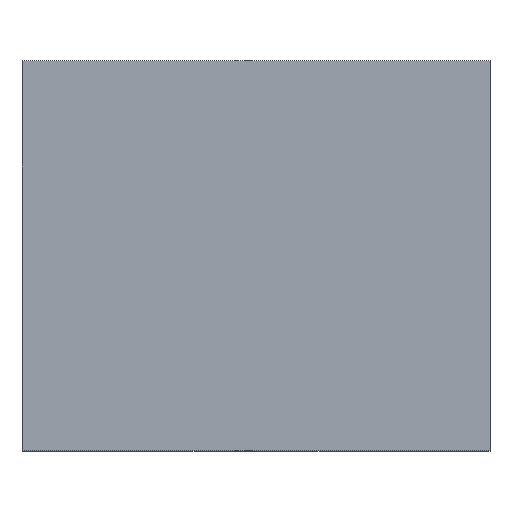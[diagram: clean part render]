
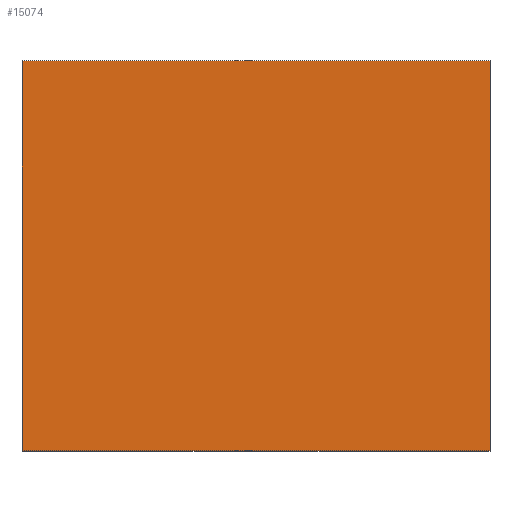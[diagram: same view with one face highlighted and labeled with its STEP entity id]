
A CAD part, top view. The second image highlights one B-rep face of the part: STEP entity #15074.
In plain terms, the highlighted face is planar.
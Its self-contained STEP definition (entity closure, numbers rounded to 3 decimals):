
#11264=DIRECTION('',(1.,0.,0.));
#11265=VECTOR('',#11264,3.);
#11266=CARTESIAN_POINT('',(-1.5,2.,1.25));
#11267=LINE('',#11266,#11265);
#11271=DIRECTION('',(0.,0.,1.));
#11272=VECTOR('',#11271,2.5);
#11273=CARTESIAN_POINT('',(-1.5,2.,-1.25));
#11274=LINE('',#11273,#11272);
#11278=DIRECTION('',(-1.,0.,0.));
#11279=VECTOR('',#11278,3.);
#11280=CARTESIAN_POINT('',(1.5,2.,-1.25));
#11281=LINE('',#11280,#11279);
#11285=DIRECTION('',(0.,0.,-1.));
#11286=VECTOR('',#11285,2.5);
#11287=CARTESIAN_POINT('',(1.5,2.,1.25));
#11288=LINE('',#11287,#11286);
#12802=CARTESIAN_POINT('',(-1.5,2.,1.25));
#12803=CARTESIAN_POINT('',(1.5,2.,1.25));
#12804=VERTEX_POINT('',#12802);
#12805=VERTEX_POINT('',#12803);
#12806=CARTESIAN_POINT('',(1.5,2.,-1.25));
#12807=VERTEX_POINT('',#12806);
#12808=CARTESIAN_POINT('',(-1.5,2.,-1.25));
#12809=VERTEX_POINT('',#12808);
#15063=CARTESIAN_POINT('',(0.,2.,0.));
#15064=DIRECTION('',(0.,1.,0.));
#15065=DIRECTION('',(1.,0.,0.));
#15066=AXIS2_PLACEMENT_3D('',#15063,#15064,#15065);
#15067=PLANE('',#15066);
#15068=ORIENTED_EDGE('',*,*,#14666,.F.);
#15069=ORIENTED_EDGE('',*,*,#14854,.F.);
#15070=ORIENTED_EDGE('',*,*,#14870,.F.);
#15071=ORIENTED_EDGE('',*,*,#15057,.F.);
#15072=EDGE_LOOP('',(#15068,#15069,#15070,#15071));
#15073=FACE_OUTER_BOUND('',#15072,.F.);
#15074=ADVANCED_FACE('',(#15073),#15067,.T.);
#14666=EDGE_CURVE('',#12804,#12805,#11267,.T.);
#14854=EDGE_CURVE('',#12809,#12804,#11274,.T.);
#14870=EDGE_CURVE('',#12807,#12809,#11281,.T.);
#15057=EDGE_CURVE('',#12805,#12807,#11288,.T.);
